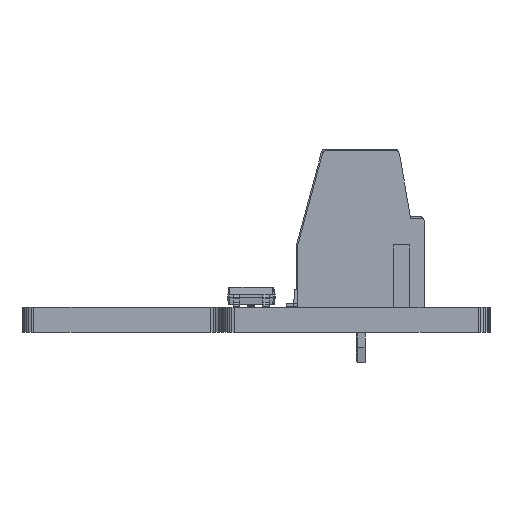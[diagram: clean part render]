
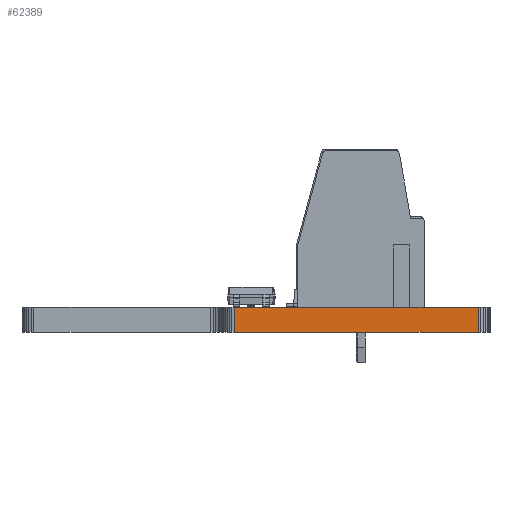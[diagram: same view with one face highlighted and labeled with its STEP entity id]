
A CAD part, front view. The second image highlights one B-rep face of the part: STEP entity #62389.
In plain terms, the highlighted planar face has unit normal (0, -1, 0).
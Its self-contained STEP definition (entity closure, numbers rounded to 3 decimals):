
#46379 = PLANE('',#46380);
#46380 = AXIS2_PLACEMENT_3D('',#46381,#46382,#46383);
#46381 = CARTESIAN_POINT('',(166.611,-81.433,1.6));
#46382 = DIRECTION('',(-0.,-0.,-1.));
#46383 = DIRECTION('',(-1.,0.,0.));
#46433 = PLANE('',#46434);
#46434 = AXIS2_PLACEMENT_3D('',#46435,#46436,#46437);
#46435 = CARTESIAN_POINT('',(166.611,-81.433,0.));
#46436 = DIRECTION('',(-0.,-0.,-1.));
#46437 = DIRECTION('',(-1.,0.,0.));
#46906 = VERTEX_POINT('',#46907);
#46907 = CARTESIAN_POINT('',(183.278,-114.308,0.));
#46921 = PLANE('',#46922);
#46922 = AXIS2_PLACEMENT_3D('',#46923,#46924,#46925);
#46923 = CARTESIAN_POINT('',(183.444,-114.289,0.));
#46924 = DIRECTION('',(0.112,-0.994,0.));
#46925 = DIRECTION('',(-0.994,-0.112,0.));
#46933 = EDGE_CURVE('',#46906,#46934,#46936,.T.);
#46934 = VERTEX_POINT('',#46935);
#46935 = CARTESIAN_POINT('',(167.778,-114.308,0.));
#46936 = SURFACE_CURVE('',#46937,(#46941,#46948),.PCURVE_S1.);
#46937 = LINE('',#46938,#46939);
#46938 = CARTESIAN_POINT('',(183.278,-114.308,0.));
#46939 = VECTOR('',#46940,1.);
#46940 = DIRECTION('',(-1.,0.,0.));
#46941 = PCURVE('',#46433,#46942);
#46942 = DEFINITIONAL_REPRESENTATION('',(#46943),#46947);
#46943 = LINE('',#46944,#46945);
#46944 = CARTESIAN_POINT('',(-16.666,-32.875));
#46945 = VECTOR('',#46946,1.);
#46946 = DIRECTION('',(1.,0.));
#46947 = ( GEOMETRIC_REPRESENTATION_CONTEXT(2) 
PARAMETRIC_REPRESENTATION_CONTEXT() REPRESENTATION_CONTEXT('2D SPACE',''
  ) );
#46948 = PCURVE('',#46949,#46954);
#46949 = PLANE('',#46950);
#46950 = AXIS2_PLACEMENT_3D('',#46951,#46952,#46953);
#46951 = CARTESIAN_POINT('',(183.278,-114.308,0.));
#46952 = DIRECTION('',(0.,-1.,0.));
#46953 = DIRECTION('',(-1.,0.,0.));
#46954 = DEFINITIONAL_REPRESENTATION('',(#46955),#46959);
#46955 = LINE('',#46956,#46957);
#46956 = CARTESIAN_POINT('',(0.,-0.));
#46957 = VECTOR('',#46958,1.);
#46958 = DIRECTION('',(1.,0.));
#46959 = ( GEOMETRIC_REPRESENTATION_CONTEXT(2) 
PARAMETRIC_REPRESENTATION_CONTEXT() REPRESENTATION_CONTEXT('2D SPACE',''
  ) );
#46977 = PLANE('',#46978);
#46978 = AXIS2_PLACEMENT_3D('',#46979,#46980,#46981);
#46979 = CARTESIAN_POINT('',(167.778,-114.308,0.));
#46980 = DIRECTION('',(-0.112,-0.994,0.));
#46981 = DIRECTION('',(-0.994,0.112,0.));
#55145 = VERTEX_POINT('',#55146);
#55146 = CARTESIAN_POINT('',(183.278,-114.308,1.6));
#55167 = EDGE_CURVE('',#55145,#55168,#55170,.T.);
#55168 = VERTEX_POINT('',#55169);
#55169 = CARTESIAN_POINT('',(167.778,-114.308,1.6));
#55170 = SURFACE_CURVE('',#55171,(#55175,#55182),.PCURVE_S1.);
#55171 = LINE('',#55172,#55173);
#55172 = CARTESIAN_POINT('',(183.278,-114.308,1.6));
#55173 = VECTOR('',#55174,1.);
#55174 = DIRECTION('',(-1.,0.,0.));
#55175 = PCURVE('',#46379,#55176);
#55176 = DEFINITIONAL_REPRESENTATION('',(#55177),#55181);
#55177 = LINE('',#55178,#55179);
#55178 = CARTESIAN_POINT('',(-16.666,-32.875));
#55179 = VECTOR('',#55180,1.);
#55180 = DIRECTION('',(1.,0.));
#55181 = ( GEOMETRIC_REPRESENTATION_CONTEXT(2) 
PARAMETRIC_REPRESENTATION_CONTEXT() REPRESENTATION_CONTEXT('2D SPACE',''
  ) );
#55182 = PCURVE('',#46949,#55183);
#55183 = DEFINITIONAL_REPRESENTATION('',(#55184),#55188);
#55184 = LINE('',#55185,#55186);
#55185 = CARTESIAN_POINT('',(0.,-1.6));
#55186 = VECTOR('',#55187,1.);
#55187 = DIRECTION('',(1.,0.));
#55188 = ( GEOMETRIC_REPRESENTATION_CONTEXT(2) 
PARAMETRIC_REPRESENTATION_CONTEXT() REPRESENTATION_CONTEXT('2D SPACE',''
  ) );
#62341 = EDGE_CURVE('',#46906,#55145,#62342,.T.);
#62342 = SURFACE_CURVE('',#62343,(#62347,#62354),.PCURVE_S1.);
#62343 = LINE('',#62344,#62345);
#62344 = CARTESIAN_POINT('',(183.278,-114.308,0.));
#62345 = VECTOR('',#62346,1.);
#62346 = DIRECTION('',(0.,0.,1.));
#62347 = PCURVE('',#46921,#62348);
#62348 = DEFINITIONAL_REPRESENTATION('',(#62349),#62353);
#62349 = LINE('',#62350,#62351);
#62350 = CARTESIAN_POINT('',(0.168,0.));
#62351 = VECTOR('',#62352,1.);
#62352 = DIRECTION('',(0.,-1.));
#62353 = ( GEOMETRIC_REPRESENTATION_CONTEXT(2) 
PARAMETRIC_REPRESENTATION_CONTEXT() REPRESENTATION_CONTEXT('2D SPACE',''
  ) );
#62354 = PCURVE('',#46949,#62355);
#62355 = DEFINITIONAL_REPRESENTATION('',(#62356),#62360);
#62356 = LINE('',#62357,#62358);
#62357 = CARTESIAN_POINT('',(0.,-0.));
#62358 = VECTOR('',#62359,1.);
#62359 = DIRECTION('',(0.,-1.));
#62360 = ( GEOMETRIC_REPRESENTATION_CONTEXT(2) 
PARAMETRIC_REPRESENTATION_CONTEXT() REPRESENTATION_CONTEXT('2D SPACE',''
  ) );
#62389 = ADVANCED_FACE('',(#62390),#46949,.T.);
#62390 = FACE_BOUND('',#62391,.T.);
#62391 = EDGE_LOOP('',(#62392,#62393,#62394,#62415));
#62392 = ORIENTED_EDGE('',*,*,#62341,.T.);
#62393 = ORIENTED_EDGE('',*,*,#55167,.T.);
#62394 = ORIENTED_EDGE('',*,*,#62395,.F.);
#62395 = EDGE_CURVE('',#46934,#55168,#62396,.T.);
#62396 = SURFACE_CURVE('',#62397,(#62401,#62408),.PCURVE_S1.);
#62397 = LINE('',#62398,#62399);
#62398 = CARTESIAN_POINT('',(167.778,-114.308,0.));
#62399 = VECTOR('',#62400,1.);
#62400 = DIRECTION('',(0.,0.,1.));
#62401 = PCURVE('',#46949,#62402);
#62402 = DEFINITIONAL_REPRESENTATION('',(#62403),#62407);
#62403 = LINE('',#62404,#62405);
#62404 = CARTESIAN_POINT('',(15.5,0.));
#62405 = VECTOR('',#62406,1.);
#62406 = DIRECTION('',(0.,-1.));
#62407 = ( GEOMETRIC_REPRESENTATION_CONTEXT(2) 
PARAMETRIC_REPRESENTATION_CONTEXT() REPRESENTATION_CONTEXT('2D SPACE',''
  ) );
#62408 = PCURVE('',#46977,#62409);
#62409 = DEFINITIONAL_REPRESENTATION('',(#62410),#62414);
#62410 = LINE('',#62411,#62412);
#62411 = CARTESIAN_POINT('',(0.,0.));
#62412 = VECTOR('',#62413,1.);
#62413 = DIRECTION('',(0.,-1.));
#62414 = ( GEOMETRIC_REPRESENTATION_CONTEXT(2) 
PARAMETRIC_REPRESENTATION_CONTEXT() REPRESENTATION_CONTEXT('2D SPACE',''
  ) );
#62415 = ORIENTED_EDGE('',*,*,#46933,.F.);
